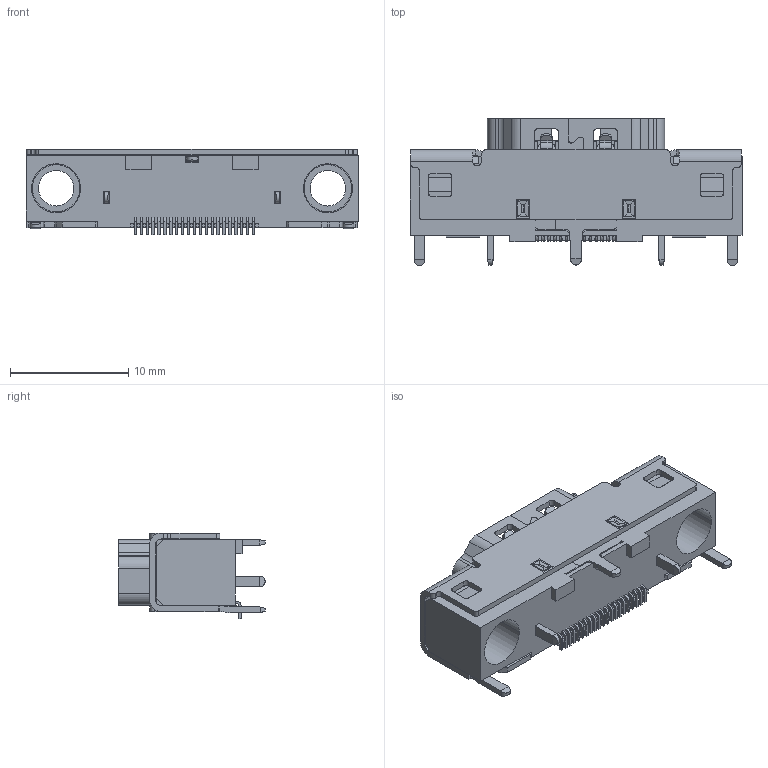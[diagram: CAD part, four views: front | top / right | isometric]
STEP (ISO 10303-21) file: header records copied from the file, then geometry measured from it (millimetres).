
FILE_DESCRIPTION((''),'2;1');
FILE_NAME('10078837','2018-08-07T',('lengt'),('AFCI'),'CREO PARAMETRIC BY PTC INC, 2016130','CREO PARAMETRIC BY PTC INC, 2016130','');
FILE_SCHEMA(('CONFIG_CONTROL_DESIGN'));
Length unit declared in the file: millimetre
Products named in the file (1): 10078837
Bounding box: 28.1 x 12.43 x 7.28 mm (x, y, z)
Volume: 898.9 mm3; surface area: 2672.5 mm2
Topology: 1 solids, 1 shells, 1428 faces, 4012 edges, 2548 vertices
Faces by surface type: plane 977, cylinder 345, bspline 72, torus 20, cone 14
Entity records: 47714 total; most frequent: CARTESIAN_POINT 10936, ORIENTED_EDGE 8024, DIRECTION 7152, EDGE_CURVE 4012, VECTOR 3232, LINE 3232, VERTEX_POINT 2548, AXIS2_PLACEMENT_3D 1960
